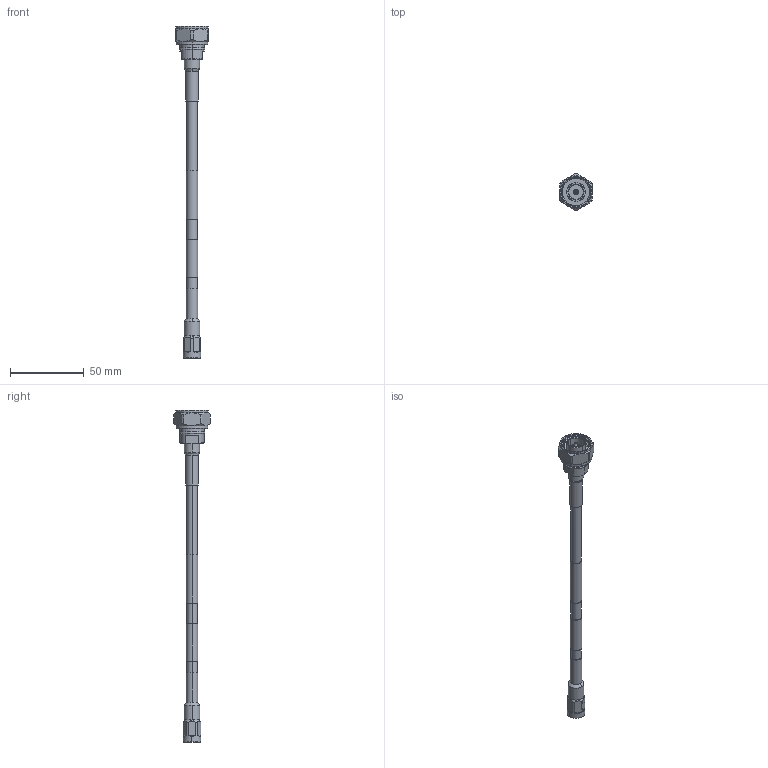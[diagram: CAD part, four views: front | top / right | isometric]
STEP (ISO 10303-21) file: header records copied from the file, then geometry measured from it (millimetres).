
FILE_DESCRIPTION (( 'STEP AP214' ), '1' );
FILE_NAME ('LCCA31039.step', '2022-10-04T19:18:28', ( '' ), ( '' ), 'SwSTEP 2.0', 'SolidWorks 2021', '' );
FILE_SCHEMA (( 'AUTOMOTIVE_DESIGN' ));
Length unit declared in the file: inch
Products named in the file (4): TC-250-NX10M-LP^LCCA31039_Heat Shrink; LCCA31039; SPP-250-LLPL ^LCCA31039_SPP-250-LLPL; TC-250-4310M-LP^LCCA31039_HeatShrink 
Assembly tree (3 placements, depth 2):
  LCCA31039
    SPP-250-LLPL ^LCCA31039_SPP-250-LLPL
    TC-250-4310M-LP^LCCA31039_HeatShrink 
    TC-250-NX10M-LP^LCCA31039_Heat Shrink
Bounding box: 22 x 24.62 x 224.98 mm (x, y, z)
Volume: 15670.8 mm3; surface area: 9666.7 mm2
Topology: 3 solids, 4 shells, 167 faces, 387 edges, 246 vertices
Faces by surface type: cylinder 75, plane 48, cone 35, bspline 7, torus 2
Entity records: 6727 total; most frequent: CARTESIAN_POINT 2645, DIRECTION 808, ORIENTED_EDGE 774, EDGE_CURVE 387, AXIS2_PLACEMENT_3D 335, VERTEX_POINT 246, EDGE_LOOP 185, CIRCLE 169
